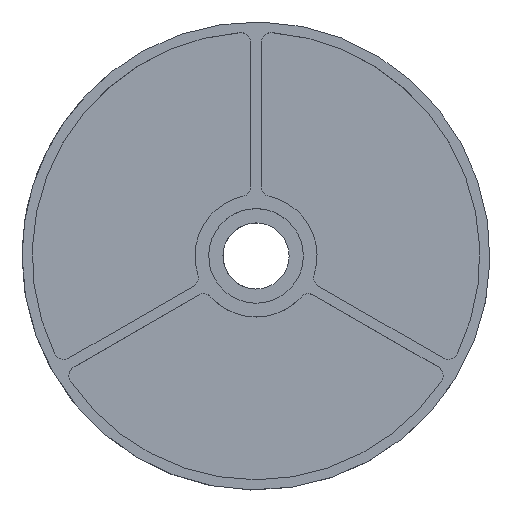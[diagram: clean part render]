
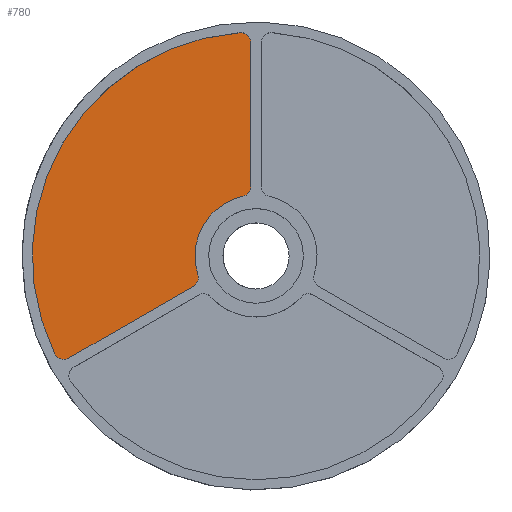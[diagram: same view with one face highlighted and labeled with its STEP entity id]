
A CAD part, top view. The second image highlights one B-rep face of the part: STEP entity #780.
In plain terms, the highlighted planar face has unit normal (0, 0, 1).
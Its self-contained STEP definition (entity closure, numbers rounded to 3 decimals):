
#10=CARTESIAN_POINT('',(0.,0.,45.));
#20=DIRECTION('',(0.,0.,-1.));
#30=DIRECTION('',(-1.,0.,0.));
#40=AXIS2_PLACEMENT_3D('',#10,#20,#30);
#50=PLANE('',#40);
#60=CARTESIAN_POINT('',(-66.714,-21.197,45.));
#70=DIRECTION('',(0.,0.,1.));
#80=DIRECTION('',(0.5,-0.866,0.));
#90=AXIS2_PLACEMENT_3D('',#60,#70,#80);
#100=CIRCLE('',#90,10.);
#110=CARTESIAN_POINT('',(-61.714,-29.857,45.));
#120=VERTEX_POINT('',#110);
#130=CARTESIAN_POINT('',(-57.183,-18.169,45.));
#140=VERTEX_POINT('',#130);
#150=EDGE_CURVE('',#120,#140,#100,.T.);
#160=ORIENTED_EDGE('',*,*,#150,.T.);
#170=CARTESIAN_POINT('',(-183.901,-100.402,45.));
#180=DIRECTION('',(0.866,0.5,0.));
#190=VECTOR('',#180,1.);
#200=LINE('',#170,#190);
#210=CARTESIAN_POINT('',(-183.901,-100.402,45.));
#220=VERTEX_POINT('',#210);
#230=EDGE_CURVE('',#220,#120,#200,.T.);
#240=ORIENTED_EDGE('',*,*,#230,.T.);
#250=CARTESIAN_POINT('',(-188.901,-91.741,45.));
#260=DIRECTION('',(0.,0.,1.));
#270=DIRECTION('',(-0.9,-0.437,0.));
#280=AXIS2_PLACEMENT_3D('',#250,#260,#270);
#290=CIRCLE('',#280,10.);
#300=CARTESIAN_POINT('',(-197.896,-96.11,45.));
#310=VERTEX_POINT('',#300);
#320=EDGE_CURVE('',#310,#220,#290,.T.);
#330=ORIENTED_EDGE('',*,*,#320,.T.);
#340=CARTESIAN_POINT('',(0.,0.,45.));
#350=DIRECTION('',(0.,0.,1.));
#360=DIRECTION('',(-0.071,0.997,0.));
#370=AXIS2_PLACEMENT_3D('',#340,#350,#360);
#380=CIRCLE('',#370,220.);
#390=CARTESIAN_POINT('',(-15.714,219.438,45.));
#400=VERTEX_POINT('',#390);
#410=EDGE_CURVE('',#400,#310,#380,.T.);
#420=ORIENTED_EDGE('',*,*,#410,.T.);
#430=CARTESIAN_POINT('',(-15.,209.464,45.));
#440=DIRECTION('',(0.,0.,1.));
#450=DIRECTION('',(1.,0.,0.));
#460=AXIS2_PLACEMENT_3D('',#430,#440,#450);
#470=CIRCLE('',#460,10.);
#480=CARTESIAN_POINT('',(-5.,209.464,45.));
#490=VERTEX_POINT('',#480);
#500=EDGE_CURVE('',#490,#400,#470,.T.);
#510=ORIENTED_EDGE('',*,*,#500,.T.);
#520=CARTESIAN_POINT('',(-5.,68.374,45.));
#530=DIRECTION('',(0.,1.,0.));
#540=VECTOR('',#530,1.);
#550=LINE('',#520,#540);
#560=CARTESIAN_POINT('',(-5.,68.374,45.));
#570=VERTEX_POINT('',#560);
#580=EDGE_CURVE('',#570,#490,#550,.T.);
#590=ORIENTED_EDGE('',*,*,#580,.T.);
#600=CARTESIAN_POINT('',(-15.,68.374,45.));
#610=DIRECTION('',(0.,0.,1.));
#620=DIRECTION('',(0.214,-0.977,0.));
#630=AXIS2_PLACEMENT_3D('',#600,#610,#620);
#640=CIRCLE('',#630,10.);
#650=CARTESIAN_POINT('',(-12.857,58.606,45.));
#660=VERTEX_POINT('',#650);
#670=EDGE_CURVE('',#660,#570,#640,.T.);
#680=ORIENTED_EDGE('',*,*,#670,.T.);
#690=CARTESIAN_POINT('',(0.,0.,45.));
#700=DIRECTION('',(-0.,0.,-1.));
#710=DIRECTION('',(-0.953,-0.303,0.));
#720=AXIS2_PLACEMENT_3D('',#690,#700,#710);
#730=CIRCLE('',#720,60.);
#740=EDGE_CURVE('',#140,#660,#730,.T.);
#750=ORIENTED_EDGE('',*,*,#740,.T.);
#760=EDGE_LOOP('',(#750,#680,#590,#510,#420,#330,#240,#160));
#770=FACE_OUTER_BOUND('',#760,.T.);
#780=ADVANCED_FACE('',(#770),#50,.F.);
